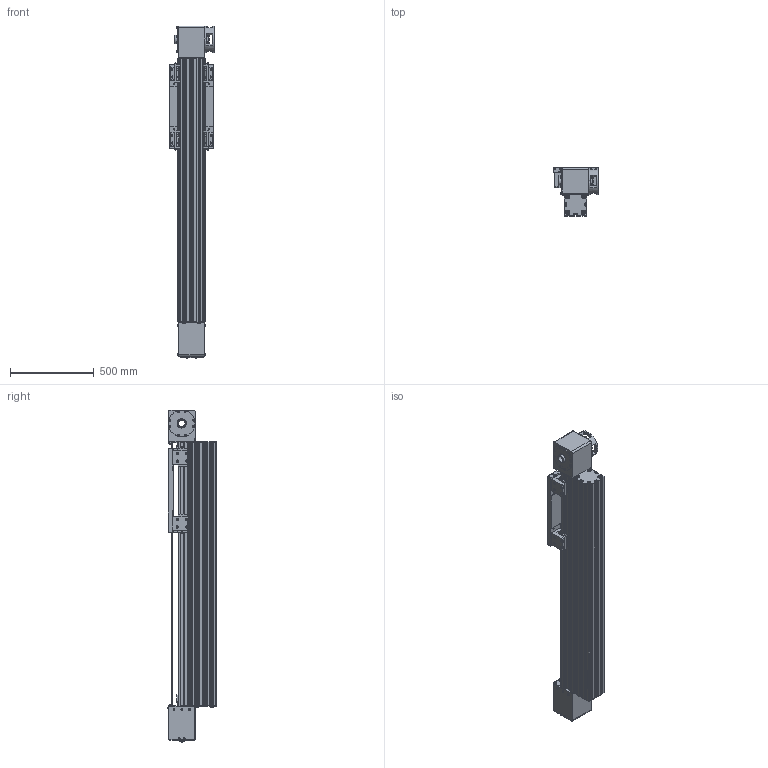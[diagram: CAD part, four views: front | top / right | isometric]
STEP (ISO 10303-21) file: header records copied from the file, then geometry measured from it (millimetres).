
FILE_DESCRIPTION(/* description */ ('STEP AP214','CAx-IF Rec.Pracs.---Representation and Presentation of Product Manufacturing Information (PMI)---4.0---2014-10-13'),/* implementation_level */ '2;1');
FILE_NAME(/* name */ '823.VHL CAD FILE.stp',/* time_stamp */ '2022-07-06T16:46:52+02:00',/* author */ ('Ufficio Tecnico'),/* organization */ (''),/* preprocessor_version */ 'ST-DEVELOPER v18.1',/* originating_system */ 'Autodesk Inventor 2022',/* authorisation */ '');
FILE_SCHEMA (('AP242_MANAGED_MODEL_BASED_3D_ENGINEERING_MIM_LF { 1 0 10303 442 1 1 4 }'));
Products named in the file (8): 823.VHL CAD FILE; Profilo 822.VHL; Testata traino 822.VHL; Coperchio 822.HHL; Carrello 822.VHL; Corpo motore 823.VHL; Flangia riduttore 823.HHL; Calettatore 823.HHL
Assembly tree (7 placements, depth 2):
  823.VHL CAD FILE
    Profilo 822.VHL
    Testata traino 822.VHL
    Coperchio 822.HHL
    Carrello 822.VHL
    Corpo motore 823.VHL
    Flangia riduttore 823.HHL
    Calettatore 823.HHL
Bounding box: 264.99 x 287.2 x 1980.75 mm (x, y, z)
Volume: 60849038.3 mm3; surface area: 3803556.8 mm2
Topology: 16 solids, 24 shells, 4473 faces, 11905 edges, 7755 vertices
Faces by surface type: plane 3023, cylinder 1183, torus 118, cone 97, bspline 36, sphere 16
Full cylindrical faces by diameter (mm): 4.134 x8, 4.917 x36, 5.5 x16, 6 x16, 6.647 x24, 7 x48, 7.6 x6, 8 x20, 9.5 x2, 10 x20, 10.5 x10, 11 x12, 12 x8, 12.5 x4, 13 x40, 13.5 x4, 14 x24, 19 x8, 40 x1, 50 x3, 52 x2, 53 x1, 60 x3, 90 x2, 100 x1, 120 x1, 130 x1, 131 x2, 160 x2
Entity records: 155046 total; most frequent: CARTESIAN_POINT 37662, DIRECTION 24058, ORIENTED_EDGE 23762, EDGE_CURVE 11881, LINE 8406, VECTOR 8406, AXIS2_PLACEMENT_3D 7826, VERTEX_POINT 7755
